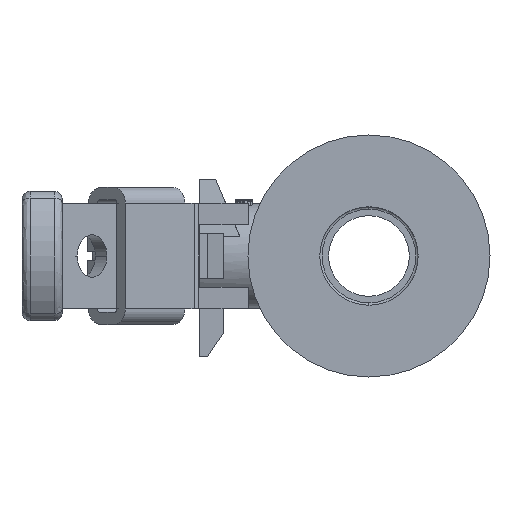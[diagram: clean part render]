
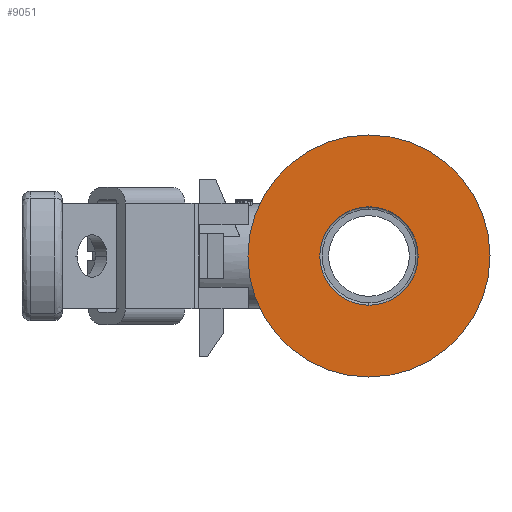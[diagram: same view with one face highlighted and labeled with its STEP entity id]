
A CAD part, left-side view. The second image highlights one B-rep face of the part: STEP entity #9051.
In plain terms, the highlighted planar face has unit normal (-1, 0, 0).
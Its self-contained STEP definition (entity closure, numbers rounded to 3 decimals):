
#993 = DIRECTION ( 'NONE',  ( -1., 0., 0. ) ) ;
#1809 = DIRECTION ( 'NONE',  ( -1., 0., 0. ) ) ;
#1861 = EDGE_LOOP ( 'NONE', ( #15669, #20103 ) ) ;
#3384 = AXIS2_PLACEMENT_3D ( 'NONE', #9609, #24422, #11747 ) ;
#3866 = CARTESIAN_POINT ( 'NONE',  ( -50., 0., -15. ) ) ;
#4137 = ORIENTED_EDGE ( 'NONE', *, *, #11131, .T. ) ;
#4412 = CIRCLE ( 'NONE', #3384, 6.1 ) ;
#5293 = EDGE_CURVE ( 'NONE', #17499, #18430, #4412, .T. ) ;
#7064 = CARTESIAN_POINT ( 'NONE',  ( -50., 0., -6.1 ) ) ;
#7735 = CARTESIAN_POINT ( 'NONE',  ( -50., 0., 6.1 ) ) ;
#8630 = CARTESIAN_POINT ( 'NONE',  ( -50., 0., -6.1 ) ) ;
#9051 = ADVANCED_FACE ( 'NONE', ( #18669, #13082 ), #10655, .F. ) ;
#9609 = CARTESIAN_POINT ( 'NONE',  ( -50., 0., 0. ) ) ;
#10655 = PLANE ( 'NONE',  #22161 ) ;
#10753 = DIRECTION ( 'NONE',  ( 0., 0., -1. ) ) ;
#11131 = EDGE_CURVE ( 'NONE', #26439, #26099, #27197, .T. ) ;
#11189 = EDGE_CURVE ( 'NONE', #26099, #26439, #16894, .T. ) ;
#11281 = DIRECTION ( 'NONE',  ( -1., 0., 0. ) ) ;
#11511 = AXIS2_PLACEMENT_3D ( 'NONE', #23950, #11281, #26118 ) ;
#11747 = DIRECTION ( 'NONE',  ( 0., 0., 1. ) ) ;
#12338 = CIRCLE ( 'NONE', #11511, 6.1 ) ;
#13082 = FACE_OUTER_BOUND ( 'NONE', #22259, .T. ) ;
#13706 = CARTESIAN_POINT ( 'NONE',  ( -50., 0., 0. ) ) ;
#14524 = CARTESIAN_POINT ( 'NONE',  ( -50., 0., 0. ) ) ;
#15669 = ORIENTED_EDGE ( 'NONE', *, *, #26623, .F. ) ;
#15812 = DIRECTION ( 'NONE',  ( 0., 0., 1. ) ) ;
#16221 = AXIS2_PLACEMENT_3D ( 'NONE', #14524, #1809, #16649 ) ;
#16649 = DIRECTION ( 'NONE',  ( 0., 0., 1. ) ) ;
#16894 = CIRCLE ( 'NONE', #16221, 15. ) ;
#17499 = VERTEX_POINT ( 'NONE', #7064 ) ;
#18430 = VERTEX_POINT ( 'NONE', #7735 ) ;
#18669 = FACE_BOUND ( 'NONE', #1861, .T. ) ;
#20103 = ORIENTED_EDGE ( 'NONE', *, *, #5293, .F. ) ;
#20977 = AXIS2_PLACEMENT_3D ( 'NONE', #13706, #993, #15812 ) ;
#21205 = ORIENTED_EDGE ( 'NONE', *, *, #11189, .T. ) ;
#21280 = CARTESIAN_POINT ( 'NONE',  ( -50., 0., 15. ) ) ;
#22161 = AXIS2_PLACEMENT_3D ( 'NONE', #8630, #23425, #10753 ) ;
#22259 = EDGE_LOOP ( 'NONE', ( #21205, #4137 ) ) ;
#23425 = DIRECTION ( 'NONE',  ( 1., 0., 0. ) ) ;
#23950 = CARTESIAN_POINT ( 'NONE',  ( -50., 0., 0. ) ) ;
#24422 = DIRECTION ( 'NONE',  ( -1., 0., 0. ) ) ;
#26099 = VERTEX_POINT ( 'NONE', #21280 ) ;
#26118 = DIRECTION ( 'NONE',  ( 0., 0., 1. ) ) ;
#26439 = VERTEX_POINT ( 'NONE', #3866 ) ;
#26623 = EDGE_CURVE ( 'NONE', #18430, #17499, #12338, .T. ) ;
#27197 = CIRCLE ( 'NONE', #20977, 15. ) ;
